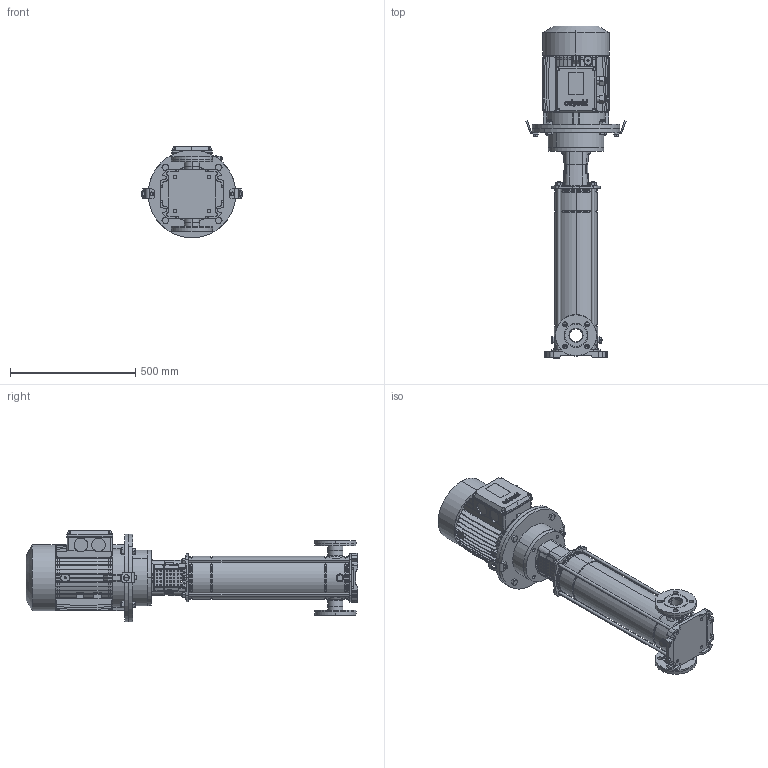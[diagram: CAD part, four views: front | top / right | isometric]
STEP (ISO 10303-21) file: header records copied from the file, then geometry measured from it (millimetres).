
FILE_DESCRIPTION (( 'STEP AP214' ), '1' );
FILE_NAME ('10007638swa01.step', '2022-11-29T15:19:29', ( '' ), ( '' ), 'SwSTEP 2.0', 'SolidWorks 2020', '' );
FILE_SCHEMA (( 'AUTOMOTIVE_DESIGN' ));
Length unit declared in the file: millimetre
Products named in the file (22): 3.92.244swp01_Semplificato; 4.92.212swp01; 10000033swn00_M10x14 A2; 10000023swn00_M16x50 6.8 ZINCATA; Copia di 4.92.204swp01^10007552swa00_VERSIONE MACCHINA UTENSILE; 3.92.277swp01_MXV 50-1510-50-2010 Sempl.; 4.92.226swp02; 10007576swa01_M132S VERT.; 10007568swp00_M132 B5-De350; 10007638swa01; 4.92.211swp01; 10000007swn00_M16 õ; 10007572swp01_132S-R3 V1; 4.92.027swp03_4_92_027_AISI304; 4.92.223swp01_M14 X 694; Copia di 3.92.270swp01^10007552swa00_3.92.270 Semplificato; 3.92.248swp01_3_92_248_Sempl.; 10007552swa00; 10000006swn00_M14 A2-70; 4.92.222swp03_DN50 semplificato; 10007670swn00_M32x1.5; 10007431swp00_Falngia mot. 160
Assembly tree (39 placements, depth 3):
  10007638swa01
    10007576swa01_M132S VERT.
      10007568swp00_M132 B5-De350
      10007572swp01_132S-R3 V1
      10007670swn00_M32x1.5  x2
    10007552swa00
      3.92.244swp01_Semplificato
      3.92.277swp01_MXV 50-1510-50-2010 Sempl.
      3.92.248swp01_3_92_248_Sempl.
      4.92.223swp01_M14 X 694  x4
      10007431swp00_Falngia mot. 160
      4.92.027swp03_4_92_027_AISI304
      10000006swn00_M14 A2-70  x4
      Copia di 3.92.270swp01^10007552swa00_3.92.270 Semplificato
      Copia di 4.92.204swp01^10007552swa00_VERSIONE MACCHINA UTENSILE  x2
      4.92.222swp03_DN50 semplificato  x2
      4.92.212swp01
      4.92.226swp02  x2
      4.92.211swp01  x2
      10000033swn00_M10x14 A2  x2
    10000023swn00_M16x50 6.8 ZINCATA  x4
    10000007swn00_M16 õ  x4
Bounding box: 399.62 x 1324.6 x 365.2 mm (x, y, z)
Volume: 43293285.6 mm3; surface area: 2699979.3 mm2
Topology: 44 solids, 47 shells, 3460 faces, 8824 edges, 5644 vertices
Faces by surface type: plane 1511, cylinder 799, cone 712, bspline 287, torus 151
Entity records: 95889 total; most frequent: CARTESIAN_POINT 26431, ORIENTED_EDGE 14242, DIRECTION 13176, EDGE_CURVE 7121, AXIS2_PLACEMENT_3D 4650, VERTEX_POINT 4599, LINE 3876, VECTOR 3876
